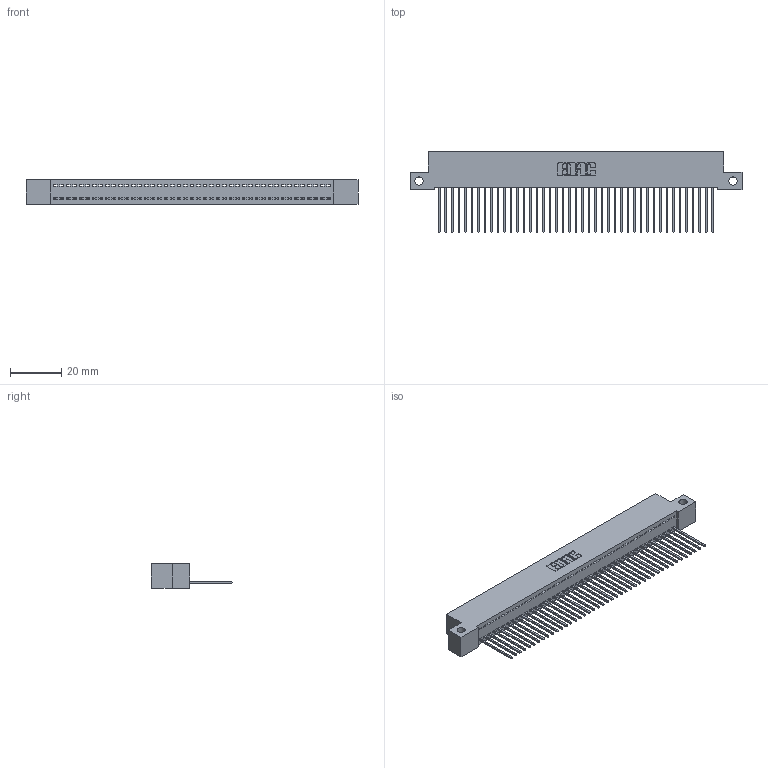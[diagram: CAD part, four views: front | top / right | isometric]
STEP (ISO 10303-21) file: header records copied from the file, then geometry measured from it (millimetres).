
FILE_DESCRIPTION (( 'STEP AP203' ), '1' );
FILE_NAME ('392-043-542-112.STEP', '2019-10-07T21:50:18', ( '' ), ( '' ), 'SwSTEP 2.0', 'SolidWorks 2016', '' );
FILE_SCHEMA (( 'CONFIG_CONTROL_DESIGN' ));
Length unit declared in the file: inch
Products named in the file (3): 342 Part_Side Mount; 345-292-001_345-293-142; 392-043-542-112
Assembly tree (44 placements, depth 2):
  392-043-542-112
    342 Part_Side Mount
    345-292-001_345-293-142  x43
Bounding box: 129.54 x 31.63 x 9.4 mm (x, y, z)
Volume: 11383.5 mm3; surface area: 17155.2 mm2
Topology: 44 solids, 44 shells, 2604 faces, 7867 edges, 5186 vertices
Faces by surface type: plane 1872, cylinder 732
Entity records: 26047 total; most frequent: CARTESIAN_POINT 4499, ORIENTED_EDGE 4478, DIRECTION 3793, EDGE_CURVE 2239, LINE 2111, VECTOR 2111, VERTEX_POINT 1490, AXIS2_PLACEMENT_3D 841
